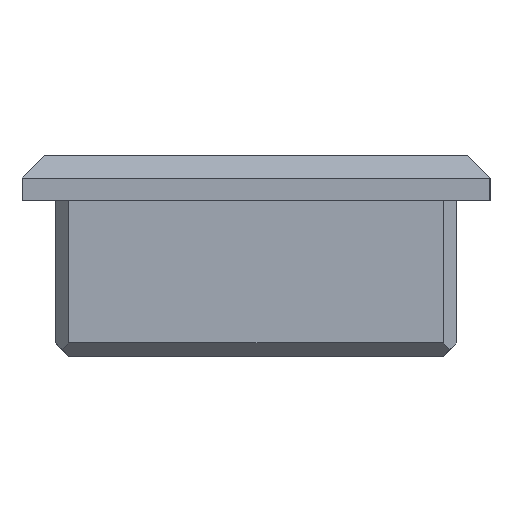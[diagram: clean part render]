
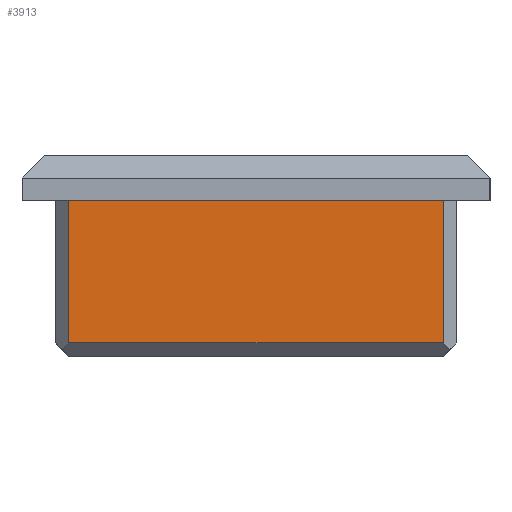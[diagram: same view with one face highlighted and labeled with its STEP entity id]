
A CAD part, left-side view. The second image highlights one B-rep face of the part: STEP entity #3913.
In plain terms, the highlighted planar face has unit normal (-1, 0, 0).
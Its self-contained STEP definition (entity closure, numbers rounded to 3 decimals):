
#51=FACE_OUTER_BOUND('',#279,.T.);
#279=EDGE_LOOP('',(#2597,#2598,#2599,#2600));
#526=LINE('',#5405,#1090);
#554=LINE('',#5461,#1118);
#556=LINE('',#5464,#1120);
#557=LINE('',#5465,#1121);
#1090=VECTOR('',#4380,10.);
#1118=VECTOR('',#4426,10.);
#1120=VECTOR('',#4430,10.);
#1121=VECTOR('',#4431,10.);
#1654=VERTEX_POINT('',#5402);
#1655=VERTEX_POINT('',#5404);
#1673=VERTEX_POINT('',#5458);
#1674=VERTEX_POINT('',#5460);
#1986=EDGE_CURVE('',#1654,#1655,#526,.T.);
#2014=EDGE_CURVE('',#1673,#1674,#554,.T.);
#2016=EDGE_CURVE('',#1674,#1654,#556,.T.);
#2017=EDGE_CURVE('',#1655,#1673,#557,.T.);
#2597=ORIENTED_EDGE('',*,*,#1986,.F.);
#2598=ORIENTED_EDGE('',*,*,#2016,.F.);
#2599=ORIENTED_EDGE('',*,*,#2014,.F.);
#2600=ORIENTED_EDGE('',*,*,#2017,.F.);
#3685=PLANE('',#4155);
#3913=ADVANCED_FACE('',(#51),#3685,.T.);
#4155=AXIS2_PLACEMENT_3D('',#5463,#4428,#4429);
#4380=DIRECTION('',(0.,0.,-1.));
#4426=DIRECTION('',(0.,0.,1.));
#4428=DIRECTION('center_axis',(-1.,0.,0.));
#4429=DIRECTION('ref_axis',(0.,-1.,0.));
#4430=DIRECTION('',(0.,-1.,0.));
#4431=DIRECTION('',(0.,1.,0.));
#5402=CARTESIAN_POINT('',(-6.,-5.4,4.));
#5404=CARTESIAN_POINT('',(-6.,-5.4,-2.4));
#5405=CARTESIAN_POINT('',(-6.,-5.4,0.));
#5458=CARTESIAN_POINT('',(-6.,11.4,-2.4));
#5460=CARTESIAN_POINT('',(-6.,11.4,4.));
#5461=CARTESIAN_POINT('',(-6.,11.4,0.));
#5463=CARTESIAN_POINT('Origin',(-6.,12.,0.));
#5464=CARTESIAN_POINT('',(-6.,-6.,4.));
#5465=CARTESIAN_POINT('',(-6.,7.5,-2.4));
